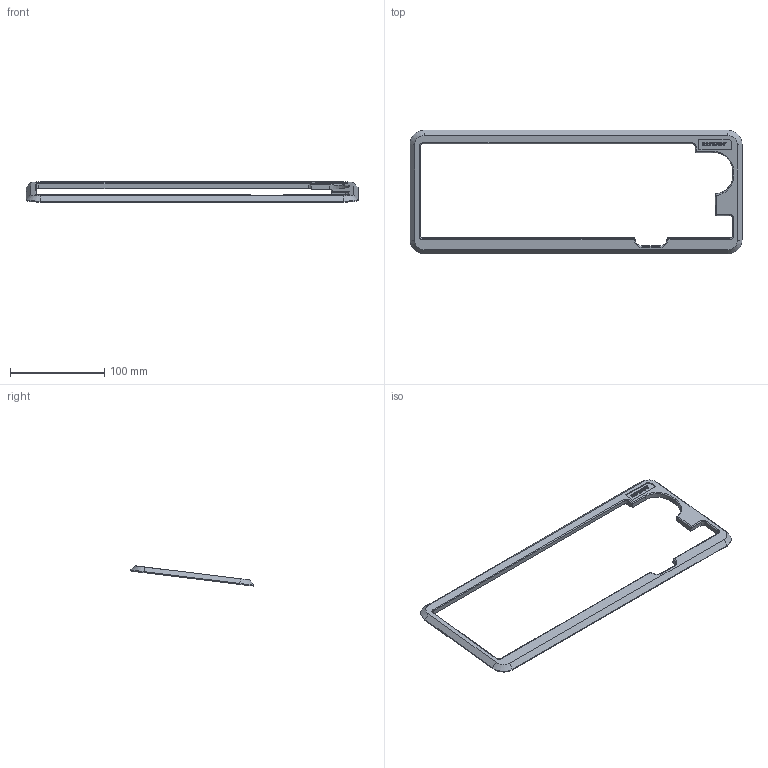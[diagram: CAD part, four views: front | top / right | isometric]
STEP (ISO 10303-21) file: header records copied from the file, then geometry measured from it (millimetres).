
FILE_DESCRIPTION(/* description */ (''),/* implementation_level */ '2;1');
FILE_NAME(/* name */ 'top case.step',/* time_stamp */ '2023-09-10T11:37:45-07:00',/* author */ (''),/* organization */ (''),/* preprocessor_version */ 'ST-DEVELOPER v20',/* originating_system */ 'Autodesk Translation Framework v12.9.0.99',/* authorisation */ '');
FILE_SCHEMA (('AUTOMOTIVE_DESIGN { 1 0 10303 214 3 1 1 }'));
Length unit declared in the file: millimetre
Products named in the file (1): (Unsaved)
Bounding box: 352.51 x 131.28 x 21.45 mm (x, y, z)
Volume: 68552.1 mm3; surface area: 35015.5 mm2
Topology: 1 solids, 1 shells, 170 faces, 445 edges, 288 vertices
Faces by surface type: plane 98, bspline 30, cylinder 29, torus 9, cone 4
Full cylindrical faces by diameter (mm): 2 x4
Entity records: 5318 total; most frequent: CARTESIAN_POINT 1339, ORIENTED_EDGE 890, DIRECTION 730, EDGE_CURVE 445, LINE 312, VECTOR 312, VERTEX_POINT 288, AXIS2_PLACEMENT_3D 209
